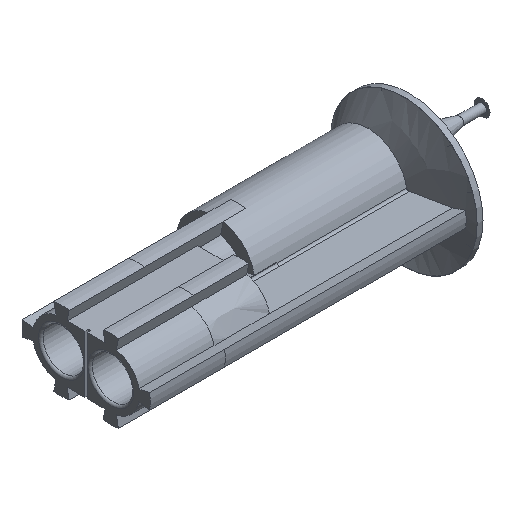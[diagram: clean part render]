
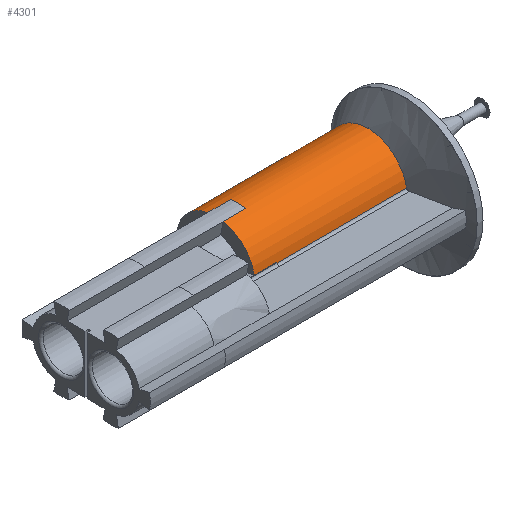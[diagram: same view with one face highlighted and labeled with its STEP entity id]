
A CAD part, isometric view. The second image highlights one B-rep face of the part: STEP entity #4301.
In plain terms, the highlighted cylindrical face has radius 0.35 mm (diameter 0.7 mm), a partial arc.
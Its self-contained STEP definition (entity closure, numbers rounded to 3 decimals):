
#89=CYLINDRICAL_SURFACE('',#4577,0.35);
#142=B_SPLINE_CURVE_WITH_KNOTS('',3,(#8345,#8346,#8347,#8348,#8349,#8350),
 .UNSPECIFIED.,.F.,.F.,(4,2,4),(1.272,1.351,1.49),
 .UNSPECIFIED.);
#147=B_SPLINE_CURVE_WITH_KNOTS('',3,(#8407,#8408,#8409,#8410,#8411,#8412),
 .UNSPECIFIED.,.F.,.F.,(4,2,4),(1.49,1.646,1.801),
 .UNSPECIFIED.);
#149=B_SPLINE_CURVE_WITH_KNOTS('',3,(#8423,#8424,#8425,#8426,#8427,#8428),
 .UNSPECIFIED.,.F.,.F.,(4,2,4),(0.135,0.193,0.193),
 .UNSPECIFIED.);
#150=B_SPLINE_CURVE_WITH_KNOTS('',3,(#8436,#8437,#8438,#8439,#8440,#8441,
#8442,#8443,#8444,#8445,#8446),.UNSPECIFIED.,.F.,.F.,(4,2,3,2,4),(0.076,
0.076,0.134,0.193,0.193),
 .UNSPECIFIED.);
#151=B_SPLINE_CURVE_WITH_KNOTS('',3,(#8454,#8455,#8456,#8457),
 .UNSPECIFIED.,.F.,.F.,(4,4),(0.076,0.081),
 .UNSPECIFIED.);
#446=FACE_OUTER_BOUND('',#671,.T.);
#671=EDGE_LOOP('',(#2998,#2999,#3000,#3001,#3002,#3003,#3004,#3005,#3006,
#3007,#3008,#3009,#3010,#3011,#3012));
#928=LINE('',#8320,#1193);
#930=LINE('',#8421,#1195);
#931=LINE('',#8430,#1196);
#932=LINE('',#8434,#1197);
#933=LINE('',#8448,#1198);
#934=LINE('',#8452,#1199);
#935=LINE('',#8459,#1200);
#1193=VECTOR('',#5077,1.);
#1195=VECTOR('',#5089,1.);
#1196=VECTOR('',#5090,1.);
#1197=VECTOR('',#5093,1.);
#1198=VECTOR('',#5094,1.);
#1199=VECTOR('',#5097,1.);
#1200=VECTOR('',#5098,1.);
#1447=CIRCLE('',#4578,0.35);
#1448=CIRCLE('',#4579,0.35);
#1449=CIRCLE('',#4580,0.35);
#1711=VERTEX_POINT('',#8318);
#1712=VERTEX_POINT('',#8319);
#1715=VERTEX_POINT('',#8344);
#1722=VERTEX_POINT('',#8395);
#1725=VERTEX_POINT('',#8420);
#1726=VERTEX_POINT('',#8422);
#1727=VERTEX_POINT('',#8429);
#1728=VERTEX_POINT('',#8431);
#1729=VERTEX_POINT('',#8433);
#1730=VERTEX_POINT('',#8435);
#1731=VERTEX_POINT('',#8447);
#1732=VERTEX_POINT('',#8449);
#1733=VERTEX_POINT('',#8451);
#1734=VERTEX_POINT('',#8453);
#1735=VERTEX_POINT('',#8458);
#2212=EDGE_CURVE('',#1711,#1712,#928,.T.);
#2216=EDGE_CURVE('',#1712,#1715,#142,.T.);
#2225=EDGE_CURVE('',#1715,#1722,#147,.T.);
#2229=EDGE_CURVE('',#1725,#1722,#930,.T.);
#2230=EDGE_CURVE('',#1725,#1726,#149,.T.);
#2231=EDGE_CURVE('',#1727,#1726,#931,.T.);
#2232=EDGE_CURVE('',#1728,#1727,#1447,.T.);
#2233=EDGE_CURVE('',#1728,#1729,#932,.T.);
#2234=EDGE_CURVE('',#1729,#1730,#150,.T.);
#2235=EDGE_CURVE('',#1731,#1730,#933,.T.);
#2236=EDGE_CURVE('',#1732,#1731,#1448,.T.);
#2237=EDGE_CURVE('',#1732,#1733,#934,.T.);
#2238=EDGE_CURVE('',#1733,#1734,#151,.T.);
#2239=EDGE_CURVE('',#1734,#1735,#935,.T.);
#2240=EDGE_CURVE('',#1711,#1735,#1449,.T.);
#2998=ORIENTED_EDGE('',*,*,#2212,.T.);
#2999=ORIENTED_EDGE('',*,*,#2216,.T.);
#3000=ORIENTED_EDGE('',*,*,#2225,.T.);
#3001=ORIENTED_EDGE('',*,*,#2229,.F.);
#3002=ORIENTED_EDGE('',*,*,#2230,.T.);
#3003=ORIENTED_EDGE('',*,*,#2231,.F.);
#3004=ORIENTED_EDGE('',*,*,#2232,.F.);
#3005=ORIENTED_EDGE('',*,*,#2233,.T.);
#3006=ORIENTED_EDGE('',*,*,#2234,.T.);
#3007=ORIENTED_EDGE('',*,*,#2235,.F.);
#3008=ORIENTED_EDGE('',*,*,#2236,.F.);
#3009=ORIENTED_EDGE('',*,*,#2237,.T.);
#3010=ORIENTED_EDGE('',*,*,#2238,.T.);
#3011=ORIENTED_EDGE('',*,*,#2239,.T.);
#3012=ORIENTED_EDGE('',*,*,#2240,.F.);
#4301=ADVANCED_FACE('',(#446),#89,.T.);
#4577=AXIS2_PLACEMENT_3D('',#8419,#5087,#5088);
#4578=AXIS2_PLACEMENT_3D('',#8432,#5091,#5092);
#4579=AXIS2_PLACEMENT_3D('',#8450,#5095,#5096);
#4580=AXIS2_PLACEMENT_3D('',#8460,#5099,#5100);
#5077=DIRECTION('',(-1.,0.,0.));
#5087=DIRECTION('center_axis',(1.,0.,0.));
#5088=DIRECTION('ref_axis',(0.,-1.,0.));
#5089=DIRECTION('',(1.,0.,0.));
#5090=DIRECTION('',(1.,0.,0.));
#5091=DIRECTION('center_axis',(-1.,0.,0.));
#5092=DIRECTION('ref_axis',(0.,0.,-1.));
#5093=DIRECTION('',(1.,0.,0.));
#5094=DIRECTION('',(1.,0.,0.));
#5095=DIRECTION('center_axis',(-1.,0.,0.));
#5096=DIRECTION('ref_axis',(0.,0.,-1.));
#5097=DIRECTION('',(1.,0.,0.));
#5098=DIRECTION('',(1.,0.,0.));
#5099=DIRECTION('center_axis',(1.,0.,0.));
#5100=DIRECTION('ref_axis',(0.,-1.,0.));
#8318=CARTESIAN_POINT('',(-1.606,0.502,0.35));
#8319=CARTESIAN_POINT('',(-1.706,0.502,0.35));
#8320=CARTESIAN_POINT('',(-1.706,0.502,0.35));
#8344=CARTESIAN_POINT('',(-1.706,0.715,0.278));
#8345=CARTESIAN_POINT('Ctrl Pts',(-1.706,0.502,0.35));
#8346=CARTESIAN_POINT('Ctrl Pts',(-1.706,0.53,0.35));
#8347=CARTESIAN_POINT('Ctrl Pts',(-1.706,0.558,0.347));
#8348=CARTESIAN_POINT('Ctrl Pts',(-1.706,0.633,0.328));
#8349=CARTESIAN_POINT('Ctrl Pts',(-1.706,0.678,0.306));
#8350=CARTESIAN_POINT('Ctrl Pts',(-1.706,0.715,0.278));
#8395=CARTESIAN_POINT('',(-1.706,0.852,0.));
#8407=CARTESIAN_POINT('Ctrl Pts',(-1.706,0.715,0.278));
#8408=CARTESIAN_POINT('Ctrl Pts',(-1.706,0.756,0.247));
#8409=CARTESIAN_POINT('Ctrl Pts',(-1.706,0.792,0.204));
#8410=CARTESIAN_POINT('Ctrl Pts',(-1.706,0.84,0.106));
#8411=CARTESIAN_POINT('Ctrl Pts',(-1.706,0.852,0.052));
#8412=CARTESIAN_POINT('Ctrl Pts',(-1.706,0.852,0.));
#8419=CARTESIAN_POINT('Origin',(-2.904,0.502,0.));
#8420=CARTESIAN_POINT('',(-2.854,0.852,0.));
#8421=CARTESIAN_POINT('',(-2.904,0.852,0.));
#8422=CARTESIAN_POINT('',(-2.854,0.845,0.068));
#8423=CARTESIAN_POINT('Ctrl Pts',(-2.854,0.852,0.));
#8424=CARTESIAN_POINT('Ctrl Pts',(-2.854,0.852,0.023));
#8425=CARTESIAN_POINT('Ctrl Pts',(-2.854,0.85,0.045));
#8426=CARTESIAN_POINT('Ctrl Pts',(-2.854,0.845,0.068));
#8427=CARTESIAN_POINT('Ctrl Pts',(-2.854,0.845,0.068));
#8428=CARTESIAN_POINT('Ctrl Pts',(-2.854,0.845,0.068));
#8429=CARTESIAN_POINT('',(-3.054,0.845,0.068));
#8430=CARTESIAN_POINT('',(-4.304,0.845,0.068));
#8431=CARTESIAN_POINT('',(-3.054,0.571,0.343));
#8432=CARTESIAN_POINT('Origin',(-3.054,0.502,0.));
#8433=CARTESIAN_POINT('',(-2.854,0.57,0.343));
#8434=CARTESIAN_POINT('',(-4.304,0.57,0.343));
#8435=CARTESIAN_POINT('',(-2.854,0.434,0.343));
#8436=CARTESIAN_POINT('Ctrl Pts',(-2.854,0.57,0.343));
#8437=CARTESIAN_POINT('Ctrl Pts',(-2.854,0.57,0.343));
#8438=CARTESIAN_POINT('Ctrl Pts',(-2.854,0.57,0.343));
#8439=CARTESIAN_POINT('Ctrl Pts',(-2.854,0.548,0.348));
#8440=CARTESIAN_POINT('Ctrl Pts',(-2.854,0.525,0.35));
#8441=CARTESIAN_POINT('Ctrl Pts',(-2.854,0.502,0.35));
#8442=CARTESIAN_POINT('Ctrl Pts',(-2.854,0.48,0.35));
#8443=CARTESIAN_POINT('Ctrl Pts',(-2.854,0.457,0.348));
#8444=CARTESIAN_POINT('Ctrl Pts',(-2.854,0.434,0.343));
#8445=CARTESIAN_POINT('Ctrl Pts',(-2.854,0.434,0.343));
#8446=CARTESIAN_POINT('Ctrl Pts',(-2.854,0.434,0.343));
#8447=CARTESIAN_POINT('',(-3.054,0.434,0.343));
#8448=CARTESIAN_POINT('',(-4.304,0.434,0.343));
#8449=CARTESIAN_POINT('',(-3.054,0.159,0.068));
#8450=CARTESIAN_POINT('Origin',(-3.054,0.502,0.));
#8451=CARTESIAN_POINT('',(-2.854,0.159,0.068));
#8452=CARTESIAN_POINT('',(-4.304,0.159,0.068));
#8453=CARTESIAN_POINT('',(-2.854,0.158,0.063));
#8454=CARTESIAN_POINT('Ctrl Pts',(-2.854,0.159,0.068));
#8455=CARTESIAN_POINT('Ctrl Pts',(-2.854,0.159,0.067));
#8456=CARTESIAN_POINT('Ctrl Pts',(-2.854,0.158,0.065));
#8457=CARTESIAN_POINT('Ctrl Pts',(-2.854,0.158,0.063));
#8458=CARTESIAN_POINT('',(-1.606,0.158,0.063));
#8459=CARTESIAN_POINT('',(-1.706,0.158,0.063));
#8460=CARTESIAN_POINT('Origin',(-1.606,0.502,0.));
